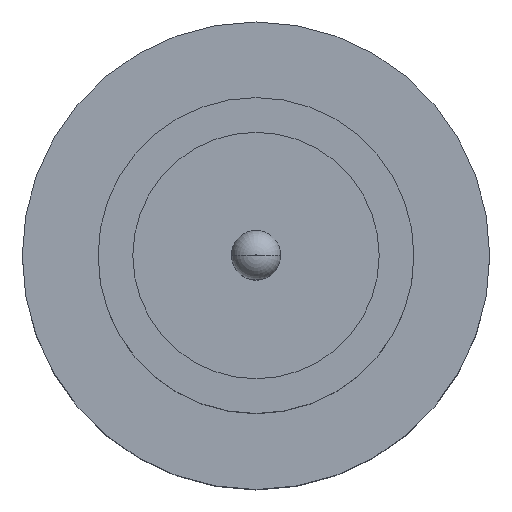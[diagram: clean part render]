
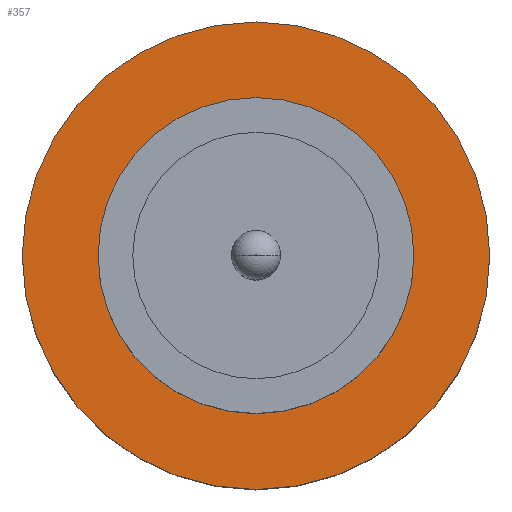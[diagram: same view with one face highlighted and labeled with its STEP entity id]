
A CAD part, top view. The second image highlights one B-rep face of the part: STEP entity #357.
In plain terms, the highlighted planar face has unit normal (0, 0, 1).
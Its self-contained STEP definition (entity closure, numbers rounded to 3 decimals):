
#30 = CIRCLE ( 'NONE', #499, 1.25 ) ;
#31 = DIRECTION ( 'NONE',  ( 0., 0., 1. ) ) ;
#65 = CARTESIAN_POINT ( 'NONE',  ( 1.25, 0., 1.55 ) ) ;
#121 = PLANE ( 'NONE',  #639 ) ;
#122 = DIRECTION ( 'NONE',  ( 0., 0., 1. ) ) ;
#144 = CARTESIAN_POINT ( 'NONE',  ( 0., 0., 1.55 ) ) ;
#164 = DIRECTION ( 'NONE',  ( 1., 0., 0. ) ) ;
#180 = ORIENTED_EDGE ( 'NONE', *, *, #449, .F. ) ;
#182 = DIRECTION ( 'NONE',  ( 0., 0., 1. ) ) ;
#191 = VERTEX_POINT ( 'NONE', #450 ) ;
#197 = DIRECTION ( 'NONE',  ( 0., 0., 1. ) ) ;
#198 = CIRCLE ( 'NONE', #365, 1.85 ) ;
#200 = EDGE_LOOP ( 'NONE', ( #456, #479 ) ) ;
#208 = CIRCLE ( 'NONE', #749, 1.25 ) ;
#223 = EDGE_CURVE ( 'NONE', #477, #685, #424, .T. ) ;
#357 = ADVANCED_FACE ( 'NONE', ( #720, #475 ), #121, .T. ) ;
#365 = AXIS2_PLACEMENT_3D ( 'NONE', #784, #122, #614 ) ;
#389 = EDGE_CURVE ( 'NONE', #685, #477, #198, .T. ) ;
#397 = CARTESIAN_POINT ( 'NONE',  ( 0., 0., 1.55 ) ) ;
#424 = CIRCLE ( 'NONE', #556, 1.85 ) ;
#437 = VERTEX_POINT ( 'NONE', #65 ) ;
#449 = EDGE_CURVE ( 'NONE', #437, #191, #208, .T. ) ;
#450 = CARTESIAN_POINT ( 'NONE',  ( -1.25, 0., 1.55 ) ) ;
#456 = ORIENTED_EDGE ( 'NONE', *, *, #389, .T. ) ;
#459 = CARTESIAN_POINT ( 'NONE',  ( -1.85, 0., 1.55 ) ) ;
#475 = FACE_OUTER_BOUND ( 'NONE', #200, .T. ) ;
#477 = VERTEX_POINT ( 'NONE', #683 ) ;
#479 = ORIENTED_EDGE ( 'NONE', *, *, #223, .T. ) ;
#499 = AXIS2_PLACEMENT_3D ( 'NONE', #397, #31, #164 ) ;
#537 = DIRECTION ( 'NONE',  ( 1., 0., 0. ) ) ;
#556 = AXIS2_PLACEMENT_3D ( 'NONE', #703, #700, #705 ) ;
#614 = DIRECTION ( 'NONE',  ( 1., 0., 0. ) ) ;
#639 = AXIS2_PLACEMENT_3D ( 'NONE', #657, #182, #537 ) ;
#657 = CARTESIAN_POINT ( 'NONE',  ( 0., 0., 1.55 ) ) ;
#671 = DIRECTION ( 'NONE',  ( 1., 0., 0. ) ) ;
#672 = EDGE_LOOP ( 'NONE', ( #180, #723 ) ) ;
#683 = CARTESIAN_POINT ( 'NONE',  ( 1.85, 0., 1.55 ) ) ;
#685 = VERTEX_POINT ( 'NONE', #459 ) ;
#700 = DIRECTION ( 'NONE',  ( 0., 0., 1. ) ) ;
#703 = CARTESIAN_POINT ( 'NONE',  ( 0., 0., 1.55 ) ) ;
#705 = DIRECTION ( 'NONE',  ( 1., 0., 0. ) ) ;
#720 = FACE_BOUND ( 'NONE', #672, .T. ) ;
#723 = ORIENTED_EDGE ( 'NONE', *, *, #787, .F. ) ;
#749 = AXIS2_PLACEMENT_3D ( 'NONE', #144, #197, #671 ) ;
#784 = CARTESIAN_POINT ( 'NONE',  ( 0., 0., 1.55 ) ) ;
#787 = EDGE_CURVE ( 'NONE', #191, #437, #30, .T. ) ;
